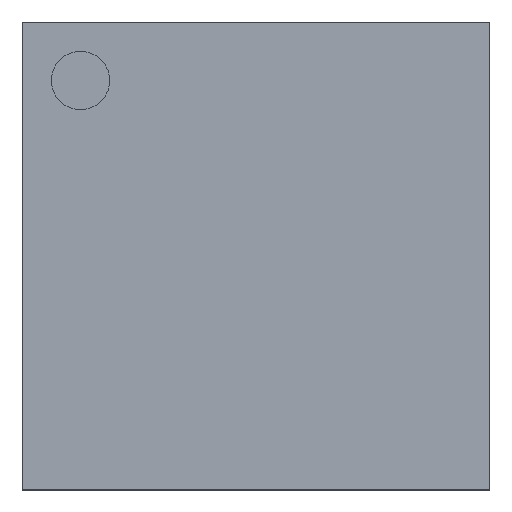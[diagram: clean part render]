
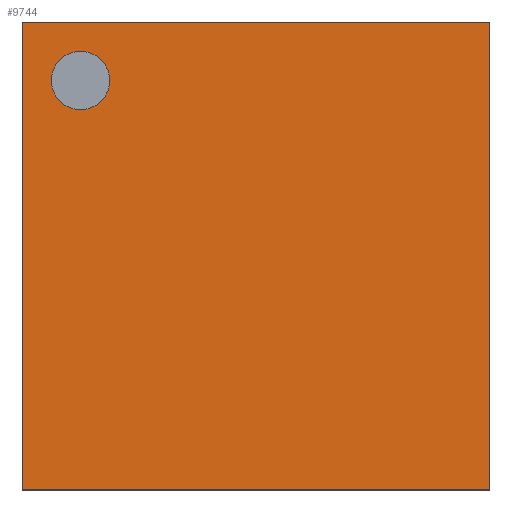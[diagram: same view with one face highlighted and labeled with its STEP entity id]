
A CAD part, top view. The second image highlights one B-rep face of the part: STEP entity #9744.
In plain terms, the highlighted planar face has unit normal (0, 0, 1).
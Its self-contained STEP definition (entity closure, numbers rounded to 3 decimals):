
#9555 = VERTEX_POINT('',#9556);
#9556 = CARTESIAN_POINT('',(-8.,-8.,1.7));
#9563 = PLANE('',#9564);
#9564 = AXIS2_PLACEMENT_3D('',#9565,#9566,#9567);
#9565 = CARTESIAN_POINT('',(-8.,-8.,0.45));
#9566 = DIRECTION('',(1.,0.,0.));
#9567 = DIRECTION('',(0.,0.,1.));
#9575 = PLANE('',#9576);
#9576 = AXIS2_PLACEMENT_3D('',#9577,#9578,#9579);
#9577 = CARTESIAN_POINT('',(-8.,-8.,0.45));
#9578 = DIRECTION('',(0.,1.,0.));
#9579 = DIRECTION('',(0.,0.,1.));
#9616 = VERTEX_POINT('',#9617);
#9617 = CARTESIAN_POINT('',(-8.,8.,1.7));
#9631 = PLANE('',#9632);
#9632 = AXIS2_PLACEMENT_3D('',#9633,#9634,#9635);
#9633 = CARTESIAN_POINT('',(-8.,8.,0.45));
#9634 = DIRECTION('',(0.,1.,0.));
#9635 = DIRECTION('',(0.,0.,1.));
#9643 = EDGE_CURVE('',#9555,#9616,#9644,.T.);
#9644 = SURFACE_CURVE('',#9645,(#9649,#9656),.PCURVE_S1.);
#9645 = LINE('',#9646,#9647);
#9646 = CARTESIAN_POINT('',(-8.,-8.,1.7));
#9647 = VECTOR('',#9648,1.);
#9648 = DIRECTION('',(0.,1.,0.));
#9649 = PCURVE('',#9563,#9650);
#9650 = DEFINITIONAL_REPRESENTATION('',(#9651),#9655);
#9651 = LINE('',#9652,#9653);
#9652 = CARTESIAN_POINT('',(1.25,0.));
#9653 = VECTOR('',#9654,1.);
#9654 = DIRECTION('',(0.,-1.));
#9655 = ( GEOMETRIC_REPRESENTATION_CONTEXT(2) 
PARAMETRIC_REPRESENTATION_CONTEXT() REPRESENTATION_CONTEXT('2D SPACE',''
  ) );
#9656 = PCURVE('',#9657,#9662);
#9657 = PLANE('',#9658);
#9658 = AXIS2_PLACEMENT_3D('',#9659,#9660,#9661);
#9659 = CARTESIAN_POINT('',(-8.,-8.,1.7));
#9660 = DIRECTION('',(0.,0.,1.));
#9661 = DIRECTION('',(1.,0.,0.));
#9662 = DEFINITIONAL_REPRESENTATION('',(#9663),#9667);
#9663 = LINE('',#9664,#9665);
#9664 = CARTESIAN_POINT('',(0.,0.));
#9665 = VECTOR('',#9666,1.);
#9666 = DIRECTION('',(0.,1.));
#9667 = ( GEOMETRIC_REPRESENTATION_CONTEXT(2) 
PARAMETRIC_REPRESENTATION_CONTEXT() REPRESENTATION_CONTEXT('2D SPACE',''
  ) );
#9696 = EDGE_CURVE('',#9555,#9697,#9699,.T.);
#9697 = VERTEX_POINT('',#9698);
#9698 = CARTESIAN_POINT('',(8.,-8.,1.7));
#9699 = SURFACE_CURVE('',#9700,(#9704,#9711),.PCURVE_S1.);
#9700 = LINE('',#9701,#9702);
#9701 = CARTESIAN_POINT('',(-8.,-8.,1.7));
#9702 = VECTOR('',#9703,1.);
#9703 = DIRECTION('',(1.,0.,0.));
#9704 = PCURVE('',#9575,#9705);
#9705 = DEFINITIONAL_REPRESENTATION('',(#9706),#9710);
#9706 = LINE('',#9707,#9708);
#9707 = CARTESIAN_POINT('',(1.25,0.));
#9708 = VECTOR('',#9709,1.);
#9709 = DIRECTION('',(0.,1.));
#9710 = ( GEOMETRIC_REPRESENTATION_CONTEXT(2) 
PARAMETRIC_REPRESENTATION_CONTEXT() REPRESENTATION_CONTEXT('2D SPACE',''
  ) );
#9711 = PCURVE('',#9657,#9712);
#9712 = DEFINITIONAL_REPRESENTATION('',(#9713),#9717);
#9713 = LINE('',#9714,#9715);
#9714 = CARTESIAN_POINT('',(0.,0.));
#9715 = VECTOR('',#9716,1.);
#9716 = DIRECTION('',(1.,0.));
#9717 = ( GEOMETRIC_REPRESENTATION_CONTEXT(2) 
PARAMETRIC_REPRESENTATION_CONTEXT() REPRESENTATION_CONTEXT('2D SPACE',''
  ) );
#9733 = PLANE('',#9734);
#9734 = AXIS2_PLACEMENT_3D('',#9735,#9736,#9737);
#9735 = CARTESIAN_POINT('',(8.,-8.,0.45));
#9736 = DIRECTION('',(1.,0.,0.));
#9737 = DIRECTION('',(0.,0.,1.));
#9744 = ADVANCED_FACE('',(#9745,#9793),#9657,.T.);
#9745 = FACE_BOUND('',#9746,.T.);
#9746 = EDGE_LOOP('',(#9747,#9748,#9749,#9772));
#9747 = ORIENTED_EDGE('',*,*,#9643,.F.);
#9748 = ORIENTED_EDGE('',*,*,#9696,.T.);
#9749 = ORIENTED_EDGE('',*,*,#9750,.T.);
#9750 = EDGE_CURVE('',#9697,#9751,#9753,.T.);
#9751 = VERTEX_POINT('',#9752);
#9752 = CARTESIAN_POINT('',(8.,8.,1.7));
#9753 = SURFACE_CURVE('',#9754,(#9758,#9765),.PCURVE_S1.);
#9754 = LINE('',#9755,#9756);
#9755 = CARTESIAN_POINT('',(8.,-8.,1.7));
#9756 = VECTOR('',#9757,1.);
#9757 = DIRECTION('',(0.,1.,0.));
#9758 = PCURVE('',#9657,#9759);
#9759 = DEFINITIONAL_REPRESENTATION('',(#9760),#9764);
#9760 = LINE('',#9761,#9762);
#9761 = CARTESIAN_POINT('',(16.,0.));
#9762 = VECTOR('',#9763,1.);
#9763 = DIRECTION('',(0.,1.));
#9764 = ( GEOMETRIC_REPRESENTATION_CONTEXT(2) 
PARAMETRIC_REPRESENTATION_CONTEXT() REPRESENTATION_CONTEXT('2D SPACE',''
  ) );
#9765 = PCURVE('',#9733,#9766);
#9766 = DEFINITIONAL_REPRESENTATION('',(#9767),#9771);
#9767 = LINE('',#9768,#9769);
#9768 = CARTESIAN_POINT('',(1.25,0.));
#9769 = VECTOR('',#9770,1.);
#9770 = DIRECTION('',(0.,-1.));
#9771 = ( GEOMETRIC_REPRESENTATION_CONTEXT(2) 
PARAMETRIC_REPRESENTATION_CONTEXT() REPRESENTATION_CONTEXT('2D SPACE',''
  ) );
#9772 = ORIENTED_EDGE('',*,*,#9773,.F.);
#9773 = EDGE_CURVE('',#9616,#9751,#9774,.T.);
#9774 = SURFACE_CURVE('',#9775,(#9779,#9786),.PCURVE_S1.);
#9775 = LINE('',#9776,#9777);
#9776 = CARTESIAN_POINT('',(-8.,8.,1.7));
#9777 = VECTOR('',#9778,1.);
#9778 = DIRECTION('',(1.,0.,0.));
#9779 = PCURVE('',#9657,#9780);
#9780 = DEFINITIONAL_REPRESENTATION('',(#9781),#9785);
#9781 = LINE('',#9782,#9783);
#9782 = CARTESIAN_POINT('',(0.,16.));
#9783 = VECTOR('',#9784,1.);
#9784 = DIRECTION('',(1.,0.));
#9785 = ( GEOMETRIC_REPRESENTATION_CONTEXT(2) 
PARAMETRIC_REPRESENTATION_CONTEXT() REPRESENTATION_CONTEXT('2D SPACE',''
  ) );
#9786 = PCURVE('',#9631,#9787);
#9787 = DEFINITIONAL_REPRESENTATION('',(#9788),#9792);
#9788 = LINE('',#9789,#9790);
#9789 = CARTESIAN_POINT('',(1.25,0.));
#9790 = VECTOR('',#9791,1.);
#9791 = DIRECTION('',(0.,1.));
#9792 = ( GEOMETRIC_REPRESENTATION_CONTEXT(2) 
PARAMETRIC_REPRESENTATION_CONTEXT() REPRESENTATION_CONTEXT('2D SPACE',''
  ) );
#9793 = FACE_BOUND('',#9794,.T.);
#9794 = EDGE_LOOP('',(#9795));
#9795 = ORIENTED_EDGE('',*,*,#9796,.F.);
#9796 = EDGE_CURVE('',#9797,#9797,#9799,.T.);
#9797 = VERTEX_POINT('',#9798);
#9798 = CARTESIAN_POINT('',(-5.,6.,1.7));
#9799 = SURFACE_CURVE('',#9800,(#9805,#9812),.PCURVE_S1.);
#9800 = CIRCLE('',#9801,1.);
#9801 = AXIS2_PLACEMENT_3D('',#9802,#9803,#9804);
#9802 = CARTESIAN_POINT('',(-6.,6.,1.7));
#9803 = DIRECTION('',(0.,0.,1.));
#9804 = DIRECTION('',(1.,0.,0.));
#9805 = PCURVE('',#9657,#9806);
#9806 = DEFINITIONAL_REPRESENTATION('',(#9807),#9811);
#9807 = CIRCLE('',#9808,1.);
#9808 = AXIS2_PLACEMENT_2D('',#9809,#9810);
#9809 = CARTESIAN_POINT('',(2.,14.));
#9810 = DIRECTION('',(1.,0.));
#9811 = ( GEOMETRIC_REPRESENTATION_CONTEXT(2) 
PARAMETRIC_REPRESENTATION_CONTEXT() REPRESENTATION_CONTEXT('2D SPACE',''
  ) );
#9812 = PCURVE('',#9813,#9818);
#9813 = CYLINDRICAL_SURFACE('',#9814,1.);
#9814 = AXIS2_PLACEMENT_3D('',#9815,#9816,#9817);
#9815 = CARTESIAN_POINT('',(-6.,6.,1.53));
#9816 = DIRECTION('',(0.,0.,1.));
#9817 = DIRECTION('',(1.,0.,0.));
#9818 = DEFINITIONAL_REPRESENTATION('',(#9819),#9823);
#9819 = LINE('',#9820,#9821);
#9820 = CARTESIAN_POINT('',(0.,0.17));
#9821 = VECTOR('',#9822,1.);
#9822 = DIRECTION('',(1.,0.));
#9823 = ( GEOMETRIC_REPRESENTATION_CONTEXT(2) 
PARAMETRIC_REPRESENTATION_CONTEXT() REPRESENTATION_CONTEXT('2D SPACE',''
  ) );
